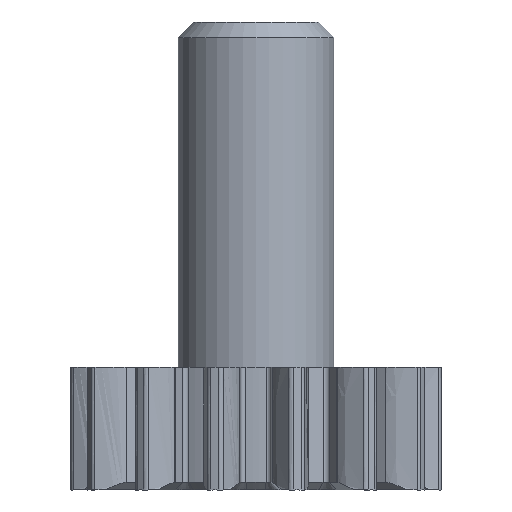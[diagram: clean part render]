
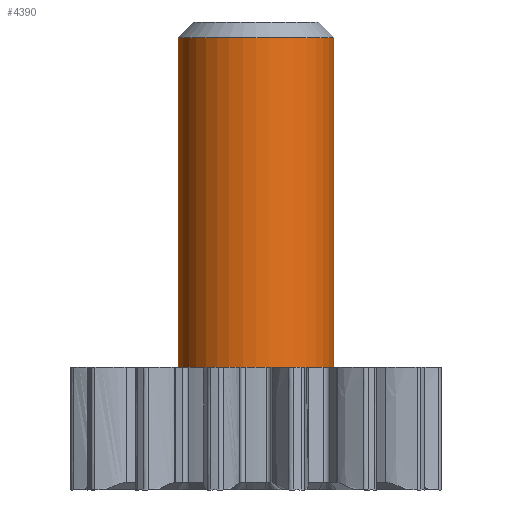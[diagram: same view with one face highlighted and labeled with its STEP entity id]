
A CAD part, front view. The second image highlights one B-rep face of the part: STEP entity #4390.
In plain terms, the highlighted cylindrical face has radius 5 mm (diameter 10 mm), a full revolution.
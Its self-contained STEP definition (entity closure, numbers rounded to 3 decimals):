
#54=CYLINDRICAL_SURFACE('',#4780,5.);
#274=CIRCLE('',#4779,5.);
#275=CIRCLE('',#4781,5.);
#509=FACE_OUTER_BOUND('',#759,.T.);
#759=EDGE_LOOP('',(#3635,#3636,#3637,#3638));
#1321=LINE('',#8005,#1637);
#1637=VECTOR('',#5716,5.);
#2039=VERTEX_POINT('',#8000);
#2040=VERTEX_POINT('',#8004);
#2638=EDGE_CURVE('',#2039,#2039,#274,.T.);
#2639=EDGE_CURVE('',#2039,#2040,#1321,.T.);
#2640=EDGE_CURVE('',#2040,#2040,#275,.T.);
#3635=ORIENTED_EDGE('',*,*,#2638,.F.);
#3636=ORIENTED_EDGE('',*,*,#2639,.T.);
#3637=ORIENTED_EDGE('',*,*,#2640,.F.);
#3638=ORIENTED_EDGE('',*,*,#2639,.F.);
#4390=ADVANCED_FACE('',(#509),#54,.T.);
#4779=AXIS2_PLACEMENT_3D('',#8002,#5712,#5713);
#4780=AXIS2_PLACEMENT_3D('',#8003,#5714,#5715);
#4781=AXIS2_PLACEMENT_3D('',#8006,#5717,#5718);
#5712=DIRECTION('center_axis',(0.,0.,1.));
#5713=DIRECTION('ref_axis',(-1.,0.,0.));
#5714=DIRECTION('center_axis',(0.,0.,1.));
#5715=DIRECTION('ref_axis',(-1.,0.,0.));
#5716=DIRECTION('',(0.,0.,-1.));
#5717=DIRECTION('center_axis',(0.,0.,-1.));
#5718=DIRECTION('ref_axis',(-1.,0.,0.));
#8000=CARTESIAN_POINT('',(5.,0.,29.2));
#8002=CARTESIAN_POINT('Origin',(0.,0.,29.2));
#8003=CARTESIAN_POINT('Origin',(0.,0.,8.));
#8004=CARTESIAN_POINT('',(5.,0.,8.));
#8005=CARTESIAN_POINT('',(5.,0.,8.));
#8006=CARTESIAN_POINT('Origin',(0.,0.,8.));
